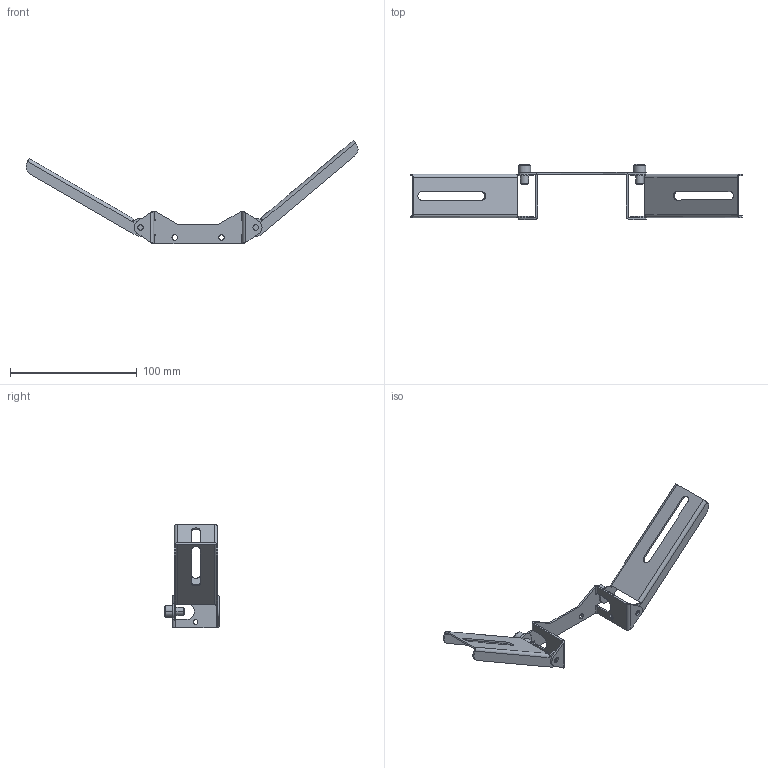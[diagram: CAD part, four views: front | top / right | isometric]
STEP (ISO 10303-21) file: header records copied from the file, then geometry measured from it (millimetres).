
FILE_DESCRIPTION((''),'2;1');
FILE_NAME('155385_SW','2011-05-05T',('banengservice'),('BANNER ENGINEERING'),'PRO/ENGINEER BY PARAMETRIC TECHNOLOGY CORPORATION, 2009141','PRO/ENGINEER BY PARAMETRIC TECHNOLOGY CORPORATION, 2009141','');
FILE_SCHEMA(('CONFIG_CONTROL_DESIGN'));
Length unit declared in the file: inch
Products named in the file (1): 155385_SW
Bounding box: 262.01 x 43.79 x 81.4 mm (x, y, z)
Volume: 17779.9 mm3; surface area: 28079.2 mm2
Topology: 1 solids, 1 shells, 196 faces, 484 edges, 292 vertices
Faces by surface type: plane 116, cylinder 56, bspline 16, cone 8
Entity records: 6236 total; most frequent: CARTESIAN_POINT 1552, ORIENTED_EDGE 968, DIRECTION 952, EDGE_CURVE 484, AXIS2_PLACEMENT_3D 320, VECTOR 312, LINE 312, VERTEX_POINT 292
